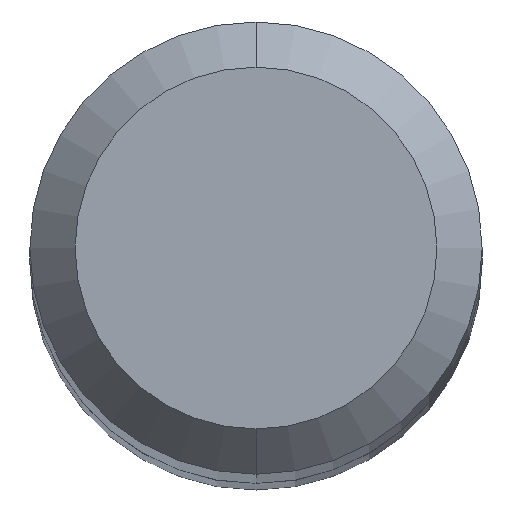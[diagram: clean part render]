
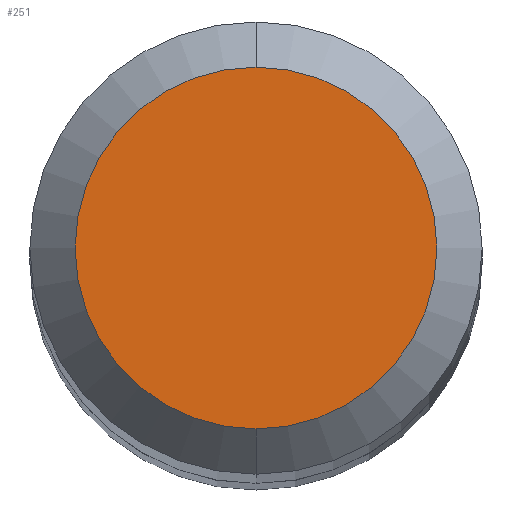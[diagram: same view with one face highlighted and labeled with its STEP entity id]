
A CAD part, top view. The second image highlights one B-rep face of the part: STEP entity #251.
In plain terms, the highlighted planar face has unit normal (0, 0, 1).
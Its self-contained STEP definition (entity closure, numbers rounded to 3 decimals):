
#251=ADVANCED_FACE('',(#537),#538,.T.);
#259=VERTEX_POINT('',#547);
#267=VERTEX_POINT('',#556);
#301=EDGE_CURVE('',#267,#259,#593,.T.);
#333=EDGE_CURVE('',#259,#267,#630,.T.);
#537=FACE_OUTER_BOUND('',#913,.T.);
#538=PLANE('',#914);
#547=CARTESIAN_POINT('',(0.,-1.2,0.0));
#556=CARTESIAN_POINT('',(0.0,1.2,0.0));
#593=CIRCLE('',#1050,1.2);
#630=CIRCLE('',#1127,1.2);
#913=EDGE_LOOP('',(#1433,#1434));
#914=AXIS2_PLACEMENT_3D('',#1435,#1436,#1437);
#1050=AXIS2_PLACEMENT_3D('',#1497,#1498,#1499);
#1127=AXIS2_PLACEMENT_3D('',#1553,#1554,#1555);
#1433=ORIENTED_EDGE('',*,*,#301,.F.);
#1434=ORIENTED_EDGE('',*,*,#333,.F.);
#1435=CARTESIAN_POINT('',(0.0,0.6,0.0));
#1436=DIRECTION('',(-0.0,0.0,1.0));
#1437=DIRECTION('',(0.0,-1.0,0.0));
#1497=CARTESIAN_POINT('',(0.0,0.0,0.0));
#1498=DIRECTION('',(0.0,0.0,-1.0));
#1499=DIRECTION('',(0.0,1.0,0.0));
#1553=CARTESIAN_POINT('',(0.0,0.0,0.0));
#1554=DIRECTION('',(0.0,0.0,-1.0));
#1555=DIRECTION('',(0.0,1.0,0.0));
